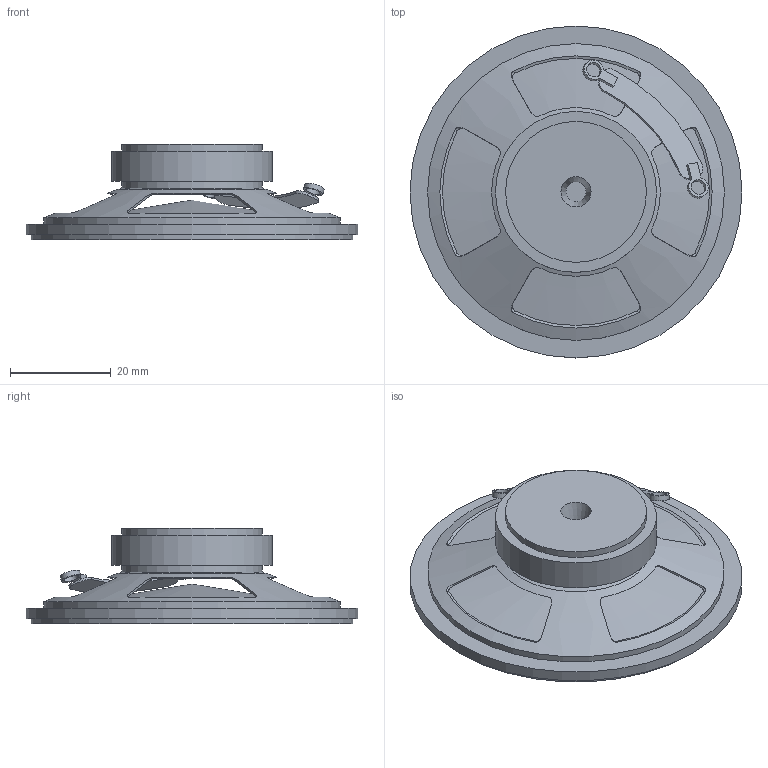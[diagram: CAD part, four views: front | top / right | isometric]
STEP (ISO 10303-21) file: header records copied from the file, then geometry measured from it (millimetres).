
FILE_DESCRIPTION(/* description */ ('Alibre Inc.'),/* implementation_level */ '2;1');
FILE_NAME(/* name */ 'export0',/* time_stamp */ '2018-03-09T18:50:55-06:00',/* author */ (''),/* organization */ (''),/* preprocessor_version */ 'ST-DEVELOPER v14',/* originating_system */ 'Alibre',/* authorisation */ '');
FILE_SCHEMA (('CONFIG_CONTROL_DESIGN'));
Length unit declared in the file: centimetre
Products named in the file (5): ID_1; ID_2; ID_3
Bounding box: 66 x 66 x 19 mm (x, y, z)
Volume: 10354 mm3; surface area: 14471.3 mm2
Topology: 5 solids, 5 shells, 83 faces, 205 edges, 137 vertices
Faces by surface type: plane 33, cylinder 19, bspline 16, cone 15
Full cylindrical faces by diameter (mm): 3 x2, 16 x1, 28 x2, 32 x1, 58 x1, 59 x1, 61 x1, 64 x1, 66 x1
Entity records: 6098 total; most frequent: CARTESIAN_POINT 4028, ORIENTED_EDGE 316, DIRECTION 262, EDGE_CURVE 158, AXIS2_PLACEMENT_3D 126, VERTEX_POINT 116, FACE_BOUND 110, EDGE_LOOP 108
